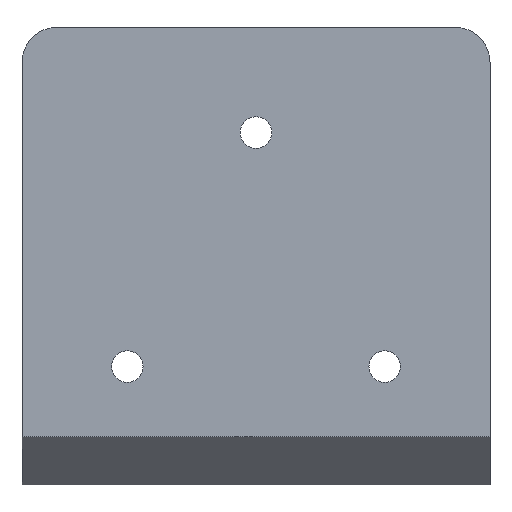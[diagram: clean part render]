
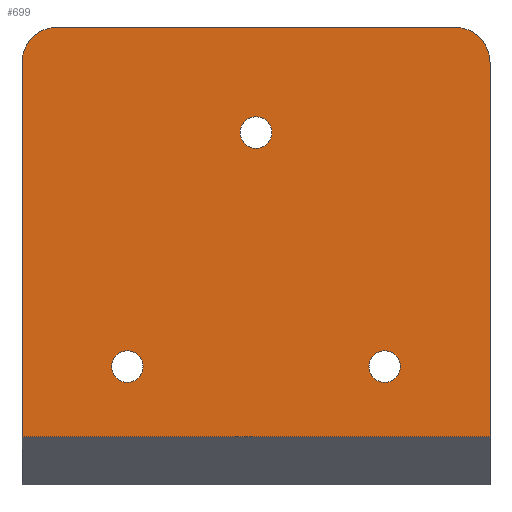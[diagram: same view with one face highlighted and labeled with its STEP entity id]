
A CAD part, front view. The second image highlights one B-rep face of the part: STEP entity #699.
In plain terms, the highlighted planar face has unit normal (0, -1, 0).
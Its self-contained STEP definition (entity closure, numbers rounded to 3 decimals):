
#23=FACE_BOUND('',#125,.T.);
#24=FACE_BOUND('',#126,.T.);
#25=FACE_BOUND('',#127,.T.);
#46=PLANE('',#763);
#80=FACE_OUTER_BOUND('',#124,.T.);
#124=EDGE_LOOP('',(#506,#507,#508,#509,#510,#511));
#125=EDGE_LOOP('',(#512));
#126=EDGE_LOOP('',(#513));
#127=EDGE_LOOP('',(#514));
#178=LINE('',#1073,#244);
#181=LINE('',#1079,#247);
#182=LINE('',#1081,#248);
#183=LINE('',#1083,#249);
#244=VECTOR('',#855,10.);
#247=VECTOR('',#860,10.);
#248=VECTOR('',#861,10.);
#249=VECTOR('',#862,10.);
#310=CIRCLE('',#761,3.);
#311=CIRCLE('',#764,3.);
#312=CIRCLE('',#765,1.35);
#313=CIRCLE('',#766,1.35);
#314=CIRCLE('',#767,1.35);
#340=VERTEX_POINT('',#1066);
#341=VERTEX_POINT('',#1068);
#342=VERTEX_POINT('',#1072);
#344=VERTEX_POINT('',#1078);
#345=VERTEX_POINT('',#1080);
#346=VERTEX_POINT('',#1082);
#347=VERTEX_POINT('',#1085);
#348=VERTEX_POINT('',#1087);
#349=VERTEX_POINT('',#1089);
#402=EDGE_CURVE('',#340,#341,#310,.T.);
#404=EDGE_CURVE('',#341,#342,#178,.T.);
#407=EDGE_CURVE('',#344,#340,#181,.T.);
#408=EDGE_CURVE('',#345,#344,#182,.T.);
#409=EDGE_CURVE('',#346,#345,#183,.T.);
#410=EDGE_CURVE('',#342,#346,#311,.T.);
#411=EDGE_CURVE('',#347,#347,#312,.T.);
#412=EDGE_CURVE('',#348,#348,#313,.T.);
#413=EDGE_CURVE('',#349,#349,#314,.T.);
#506=ORIENTED_EDGE('',*,*,#402,.F.);
#507=ORIENTED_EDGE('',*,*,#407,.F.);
#508=ORIENTED_EDGE('',*,*,#408,.F.);
#509=ORIENTED_EDGE('',*,*,#409,.F.);
#510=ORIENTED_EDGE('',*,*,#410,.F.);
#511=ORIENTED_EDGE('',*,*,#404,.F.);
#512=ORIENTED_EDGE('',*,*,#411,.T.);
#513=ORIENTED_EDGE('',*,*,#412,.T.);
#514=ORIENTED_EDGE('',*,*,#413,.T.);
#699=ADVANCED_FACE('',(#80,#23,#24,#25),#46,.F.);
#761=AXIS2_PLACEMENT_3D('',#1069,#850,#851);
#763=AXIS2_PLACEMENT_3D('',#1077,#858,#859);
#764=AXIS2_PLACEMENT_3D('',#1084,#863,#864);
#765=AXIS2_PLACEMENT_3D('',#1086,#865,#866);
#766=AXIS2_PLACEMENT_3D('',#1088,#867,#868);
#767=AXIS2_PLACEMENT_3D('',#1090,#869,#870);
#850=DIRECTION('center_axis',(0.,1.,0.));
#851=DIRECTION('ref_axis',(-0.707,0.,0.707));
#855=DIRECTION('',(1.,0.,0.));
#858=DIRECTION('center_axis',(0.,1.,0.));
#859=DIRECTION('ref_axis',(1.,0.,0.));
#860=DIRECTION('',(0.,0.,1.));
#861=DIRECTION('',(-1.,0.,0.));
#862=DIRECTION('',(0.,0.,-1.));
#863=DIRECTION('center_axis',(0.,1.,0.));
#864=DIRECTION('ref_axis',(0.707,0.,0.707));
#865=DIRECTION('center_axis',(0.,1.,0.));
#866=DIRECTION('ref_axis',(-1.,0.,0.));
#867=DIRECTION('center_axis',(0.,1.,0.));
#868=DIRECTION('ref_axis',(-1.,0.,0.));
#869=DIRECTION('center_axis',(0.,1.,0.));
#870=DIRECTION('ref_axis',(-1.,0.,0.));
#1066=CARTESIAN_POINT('',(0.,0.,-3.));
#1068=CARTESIAN_POINT('',(3.,0.,0.));
#1069=CARTESIAN_POINT('Origin',(3.,0.,-3.));
#1072=CARTESIAN_POINT('',(37.,0.,0.));
#1073=CARTESIAN_POINT('',(0.,0.,0.));
#1077=CARTESIAN_POINT('Origin',(20.,0.,-19.55));
#1078=CARTESIAN_POINT('',(0.,0.,-35.));
#1079=CARTESIAN_POINT('',(0.,0.,-39.1));
#1080=CARTESIAN_POINT('',(40.,0.,-35.));
#1081=CARTESIAN_POINT('',(30.,0.,-35.));
#1082=CARTESIAN_POINT('',(40.,0.,-3.));
#1083=CARTESIAN_POINT('',(40.,0.,0.));
#1084=CARTESIAN_POINT('Origin',(37.,0.,-3.));
#1085=CARTESIAN_POINT('',(10.35,0.,-29.));
#1086=CARTESIAN_POINT('Origin',(9.,0.,-29.));
#1087=CARTESIAN_POINT('',(21.35,0.,-9.));
#1088=CARTESIAN_POINT('Origin',(20.,0.,-9.));
#1089=CARTESIAN_POINT('',(32.35,0.,-29.));
#1090=CARTESIAN_POINT('Origin',(31.,0.,-29.));
